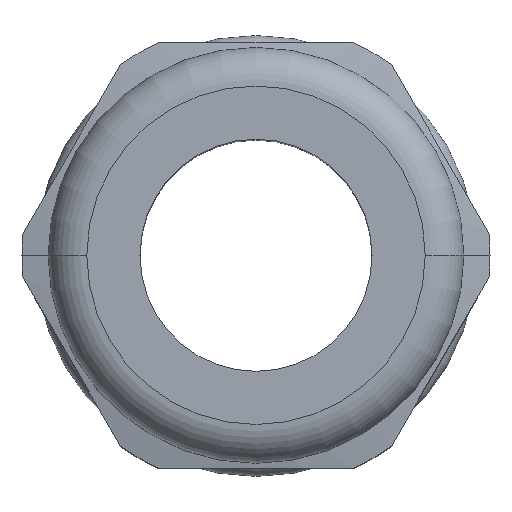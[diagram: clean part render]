
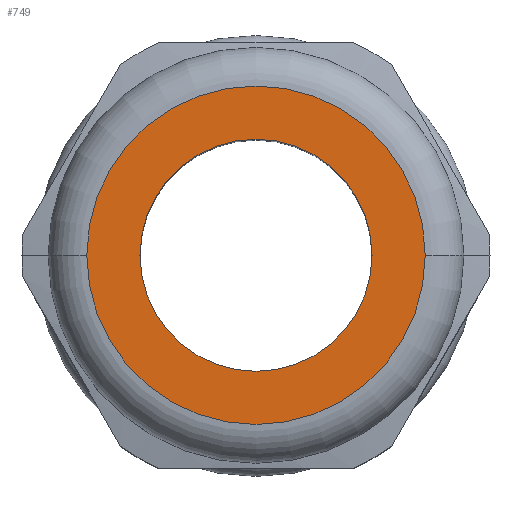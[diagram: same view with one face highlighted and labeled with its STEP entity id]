
A CAD part, top view. The second image highlights one B-rep face of the part: STEP entity #749.
In plain terms, the highlighted planar face has unit normal (0, 0, 1).
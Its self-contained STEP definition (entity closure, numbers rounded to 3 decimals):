
#57 = CARTESIAN_POINT ( 'NONE',  ( 0., 0., 28.8 ) ) ;
#58 = DIRECTION ( 'NONE',  ( 0., 0., 1. ) ) ;
#59 = DIRECTION ( 'NONE',  ( 1., 0., 0. ) ) ;
#145 = CARTESIAN_POINT ( 'NONE',  ( -6., 0., 28.8 ) ) ;
#146 = CARTESIAN_POINT ( 'NONE',  ( 6., 0., 28.8 ) ) ;
#150 = CARTESIAN_POINT ( 'NONE',  ( 8.75, 0., 28.8 ) ) ;
#151 = CARTESIAN_POINT ( 'NONE',  ( -8.75, 0., 28.8 ) ) ;
#333 = EDGE_CURVE ( 'NONE', #1243, #1242, #674, .T. ) ;
#340 = EDGE_CURVE ( 'NONE', #1248, #1247, #669, .T. ) ;
#341 = EDGE_CURVE ( 'NONE', #1242, #1243, #668, .T. ) ;
#565 = DIRECTION ( 'NONE',  ( 1., 0., 0. ) ) ;
#566 = DIRECTION ( 'NONE',  ( 0., 0., 1. ) ) ;
#567 = CARTESIAN_POINT ( 'NONE',  ( 0., 0., 28.8 ) ) ;
#568 = DIRECTION ( 'NONE',  ( 1., 0., 0. ) ) ;
#569 = DIRECTION ( 'NONE',  ( 0., 0., 1. ) ) ;
#570 = CARTESIAN_POINT ( 'NONE',  ( 0., 0., 28.8 ) ) ;
#591 = DIRECTION ( 'NONE',  ( 1., 0., 0. ) ) ;
#592 = DIRECTION ( 'NONE',  ( 0., 0., 1. ) ) ;
#593 = CARTESIAN_POINT ( 'NONE',  ( 0., 0., 28.8 ) ) ;
#624 = CIRCLE ( 'NONE', #843, 8.75 ) ;
#668 = CIRCLE ( 'NONE', #1402, 6. ) ;
#669 = CIRCLE ( 'NONE', #1380, 8.75 ) ;
#674 = CIRCLE ( 'NONE', #1396, 6. ) ;
#749 = ADVANCED_FACE ( 'NONE', ( #1608, #1610 ), #1549, .T. ) ;
#794 = EDGE_CURVE ( 'NONE', #1247, #1248, #624, .T. ) ;
#843 = AXIS2_PLACEMENT_3D ( 'NONE', #57, #58, #59 ) ;
#847 = EDGE_LOOP ( 'NONE', ( #938, #936 ) ) ;
#848 = EDGE_LOOP ( 'NONE', ( #939, #978 ) ) ;
#936 = ORIENTED_EDGE ( 'NONE', *, *, #341, .F. ) ;
#938 = ORIENTED_EDGE ( 'NONE', *, *, #333, .F. ) ;
#939 = ORIENTED_EDGE ( 'NONE', *, *, #794, .T. ) ;
#978 = ORIENTED_EDGE ( 'NONE', *, *, #340, .T. ) ;
#1242 = VERTEX_POINT ( 'NONE', #145 ) ;
#1243 = VERTEX_POINT ( 'NONE', #146 ) ;
#1247 = VERTEX_POINT ( 'NONE', #150 ) ;
#1248 = VERTEX_POINT ( 'NONE', #151 ) ;
#1380 = AXIS2_PLACEMENT_3D ( 'NONE', #570, #569, #568 ) ;
#1396 = AXIS2_PLACEMENT_3D ( 'NONE', #593, #592, #591 ) ;
#1402 = AXIS2_PLACEMENT_3D ( 'NONE', #567, #566, #565 ) ;
#1546 = DIRECTION ( 'NONE',  ( 1., 0., 0. ) ) ;
#1547 = DIRECTION ( 'NONE',  ( 0., 0., 1. ) ) ;
#1548 = CARTESIAN_POINT ( 'NONE',  ( 0., 0., 28.8 ) ) ;
#1549 = PLANE ( 'NONE',  #1606 ) ;
#1606 = AXIS2_PLACEMENT_3D ( 'NONE', #1548, #1547, #1546 ) ;
#1608 = FACE_BOUND ( 'NONE', #847, .T. ) ;
#1610 = FACE_OUTER_BOUND ( 'NONE', #848, .T. ) ;
